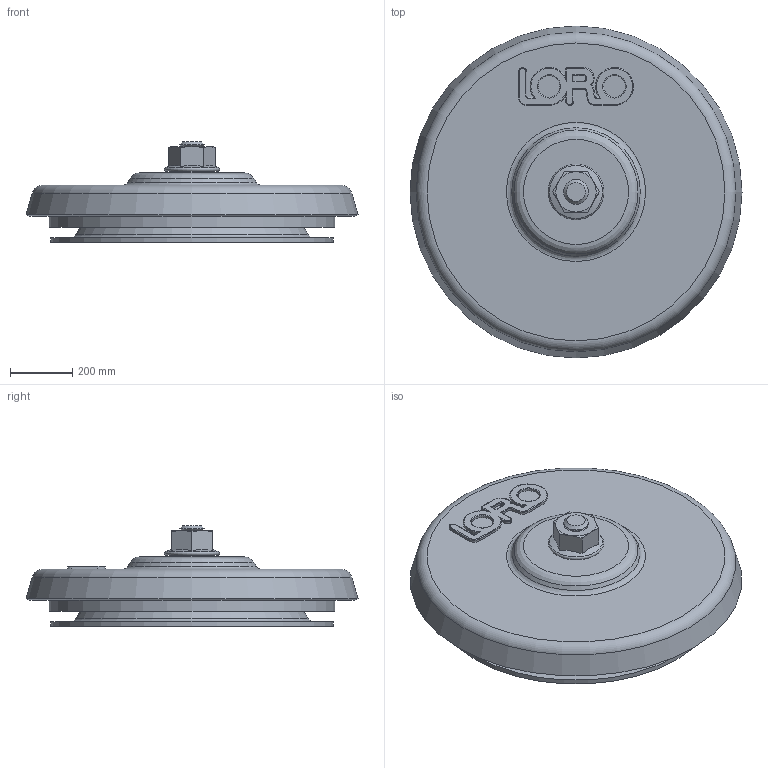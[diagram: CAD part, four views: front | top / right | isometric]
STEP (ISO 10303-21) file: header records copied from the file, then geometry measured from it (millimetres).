
FILE_DESCRIPTION(/* description */ (''),/* implementation_level */ '2;1');
FILE_NAME(/* name */ '00805.080X_3D.stp',/* time_stamp */ '2024-12-11T13:00:51+01:00',/* author */ ('CAD'),/* organization */ (''),/* preprocessor_version */ 'ST-DEVELOPER v20',/* originating_system */ 'AutoCAD Mechanical',/* authorisation */ '');
FILE_SCHEMA (('AUTOMOTIVE_DESIGN { 1 0 10303 214 3 1 1 }'));
Length unit declared in the file: centimetre
Products named in the file (2): Product; m
Assembly tree (1 placements, depth 2):
  Product
    m
Bounding box: 1069.67 x 1069.67 x 325 mm (x, y, z)
Volume: 60104777.5 mm3; surface area: 5125577.8 mm2
Topology: 5 solids, 24 shells, 157 faces, 371 edges, 249 vertices
Faces by surface type: plane 44, cone 43, cylinder 39, torus 31
Full cylindrical faces by diameter (mm): 66.47 x1, 70.143 x2, 80 x1, 90 x1, 140 x1, 720 x1, 910 x1, 920 x1
Entity records: 4862 total; most frequent: CARTESIAN_POINT 1093, DIRECTION 836, ORIENTED_EDGE 674, EDGE_CURVE 371, AXIS2_PLACEMENT_3D 350, VERTEX_POINT 248, CIRCLE 187, EDGE_LOOP 175
